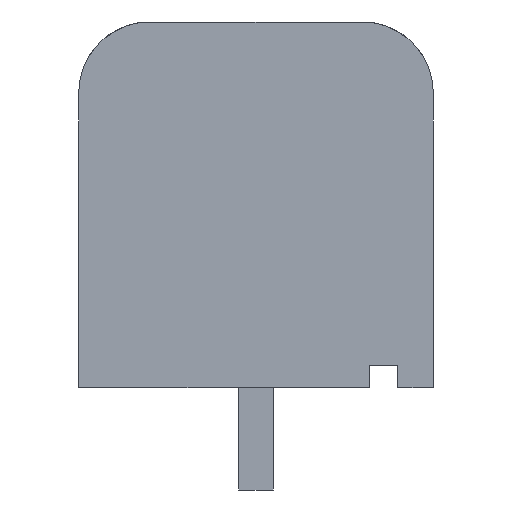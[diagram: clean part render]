
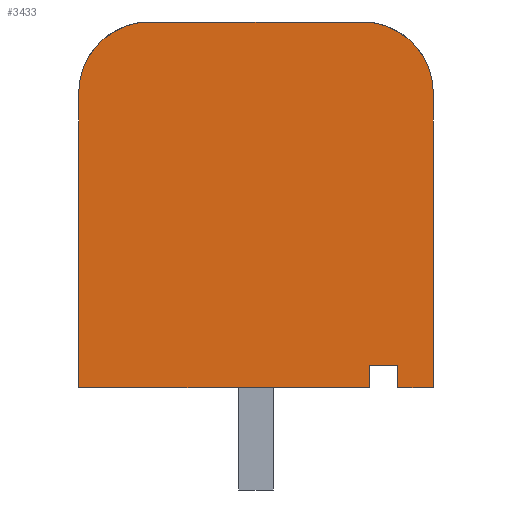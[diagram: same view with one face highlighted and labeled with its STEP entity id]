
A CAD part, left-side view. The second image highlights one B-rep face of the part: STEP entity #3433.
In plain terms, the highlighted planar face has unit normal (-1, 0, 0).
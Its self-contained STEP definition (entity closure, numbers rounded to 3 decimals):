
#134=CARTESIAN_POINT('',(-10.274,4.763,-3.175));
#135=DIRECTION('',(1.,0.,0.));
#136=DIRECTION('',(0.,1.,0.));
#137=AXIS2_PLACEMENT_3D('',#134,#135,#136);
#139=DIRECTION('',(0.,-1.,0.));
#140=VECTOR('',#139,9.525);
#141=CARTESIAN_POINT('',(-10.274,4.763,0.));
#142=LINE('',#141,#140);
#143=CARTESIAN_POINT('',(-10.274,-4.763,-3.175));
#144=DIRECTION('',(1.,0.,0.));
#145=DIRECTION('',(0.,0.,1.));
#146=AXIS2_PLACEMENT_3D('',#143,#144,#145);
#148=DIRECTION('',(0.,0.,-1.));
#149=VECTOR('',#148,13.208);
#150=CARTESIAN_POINT('',(-10.274,-7.938,-3.175));
#151=LINE('',#150,#149);
#152=DIRECTION('',(0.,1.,0.));
#153=VECTOR('',#152,1.588);
#154=CARTESIAN_POINT('',(-10.274,-7.938,-16.383));
#155=LINE('',#154,#153);
#156=DIRECTION('',(0.,0.,1.));
#157=VECTOR('',#156,1.016);
#158=CARTESIAN_POINT('',(-10.274,-6.35,-16.383));
#159=LINE('',#158,#157);
#160=DIRECTION('',(0.,1.,0.));
#161=VECTOR('',#160,1.27);
#162=CARTESIAN_POINT('',(-10.274,-6.35,-15.367));
#163=LINE('',#162,#161);
#164=DIRECTION('',(0.,0.,-1.));
#165=VECTOR('',#164,1.016);
#166=CARTESIAN_POINT('',(-10.274,-5.08,-15.367));
#167=LINE('',#166,#165);
#168=DIRECTION('',(0.,1.,0.));
#169=VECTOR('',#168,13.018);
#170=CARTESIAN_POINT('',(-10.274,-5.08,-16.383));
#171=LINE('',#170,#169);
#172=DIRECTION('',(0.,0.,1.));
#173=VECTOR('',#172,13.208);
#174=CARTESIAN_POINT('',(-10.274,7.938,-16.383));
#175=LINE('',#174,#173);
#2662=CARTESIAN_POINT('',(-10.274,7.938,-3.175));
#2663=CARTESIAN_POINT('',(-10.274,4.763,0.));
#2664=VERTEX_POINT('',#2662);
#2665=VERTEX_POINT('',#2663);
#2666=CARTESIAN_POINT('',(-10.274,-4.763,0.));
#2667=VERTEX_POINT('',#2666);
#2668=CARTESIAN_POINT('',(-10.274,-7.938,-3.175));
#2669=VERTEX_POINT('',#2668);
#2670=CARTESIAN_POINT('',(-10.274,-7.938,-16.383));
#2671=VERTEX_POINT('',#2670);
#2672=CARTESIAN_POINT('',(-10.274,-5.08,-16.383));
#2673=CARTESIAN_POINT('',(-10.274,7.938,-16.383));
#2674=VERTEX_POINT('',#2672);
#2675=VERTEX_POINT('',#2673);
#3018=CARTESIAN_POINT('',(-10.274,-6.35,-16.383));
#3019=VERTEX_POINT('',#3018);
#3020=CARTESIAN_POINT('',(-10.274,-6.35,-15.367));
#3021=VERTEX_POINT('',#3020);
#3022=CARTESIAN_POINT('',(-10.274,-5.08,-15.367));
#3023=VERTEX_POINT('',#3022);
#3406=CARTESIAN_POINT('',(-10.274,0.,0.));
#3407=DIRECTION('',(1.,0.,0.));
#3408=DIRECTION('',(0.,0.,-1.));
#3409=AXIS2_PLACEMENT_3D('',#3406,#3407,#3408);
#3410=PLANE('',#3409);
#3412=ORIENTED_EDGE('',*,*,#3411,.T.);
#3414=ORIENTED_EDGE('',*,*,#3413,.T.);
#3416=ORIENTED_EDGE('',*,*,#3415,.T.);
#3418=ORIENTED_EDGE('',*,*,#3417,.T.);
#3420=ORIENTED_EDGE('',*,*,#3419,.T.);
#3422=ORIENTED_EDGE('',*,*,#3421,.T.);
#3424=ORIENTED_EDGE('',*,*,#3423,.T.);
#3426=ORIENTED_EDGE('',*,*,#3425,.T.);
#3428=ORIENTED_EDGE('',*,*,#3427,.T.);
#3430=ORIENTED_EDGE('',*,*,#3429,.T.);
#3431=EDGE_LOOP('',(#3412,#3414,#3416,#3418,#3420,#3422,#3424,#3426,#3428,
#3430));
#3432=FACE_OUTER_BOUND('',#3431,.F.);
#138=CIRCLE('',#137,3.175);
#147=CIRCLE('',#146,3.175);
#3411=EDGE_CURVE('',#2664,#2665,#138,.T.);
#3413=EDGE_CURVE('',#2665,#2667,#142,.T.);
#3415=EDGE_CURVE('',#2667,#2669,#147,.T.);
#3417=EDGE_CURVE('',#2669,#2671,#151,.T.);
#3419=EDGE_CURVE('',#2671,#3019,#155,.T.);
#3421=EDGE_CURVE('',#3019,#3021,#159,.T.);
#3423=EDGE_CURVE('',#3021,#3023,#163,.T.);
#3425=EDGE_CURVE('',#3023,#2674,#167,.T.);
#3427=EDGE_CURVE('',#2674,#2675,#171,.T.);
#3429=EDGE_CURVE('',#2675,#2664,#175,.T.);
#3433=ADVANCED_FACE('',(#3432),#3410,.F.);
